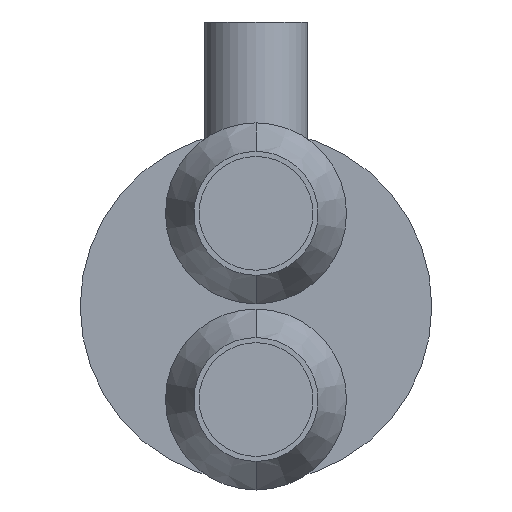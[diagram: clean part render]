
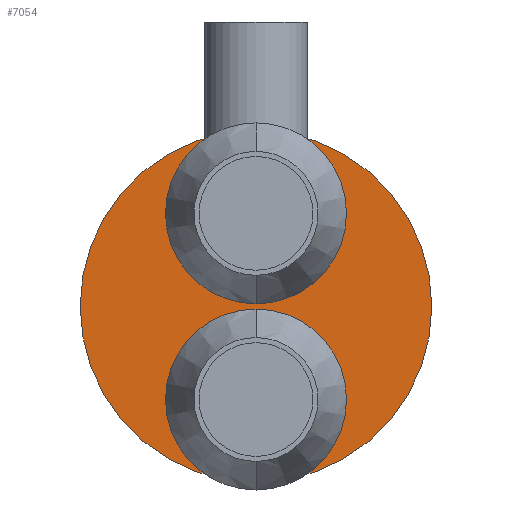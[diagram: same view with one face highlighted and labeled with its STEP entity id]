
A CAD part, front view. The second image highlights one B-rep face of the part: STEP entity #7054.
In plain terms, the highlighted planar face has unit normal (0, -1, 0).
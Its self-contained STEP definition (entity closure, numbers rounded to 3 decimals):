
#426=CARTESIAN_POINT('',(0.,-7.5,0.));
#427=DIRECTION('',(0.,1.,0.));
#428=DIRECTION('',(1.,0.,0.));
#429=AXIS2_PLACEMENT_3D('',#426,#427,#428);
#431=CARTESIAN_POINT('',(0.,-7.5,0.));
#432=DIRECTION('',(0.,1.,0.));
#433=DIRECTION('',(-1.,0.,0.));
#434=AXIS2_PLACEMENT_3D('',#431,#432,#433);
#436=CARTESIAN_POINT('',(-1.8,-7.5,0.));
#437=DIRECTION('',(0.,-1.,0.));
#438=DIRECTION('',(0.,0.,1.));
#439=AXIS2_PLACEMENT_3D('',#436,#437,#438);
#441=CARTESIAN_POINT('',(1.8,-7.5,0.));
#442=DIRECTION('',(0.,1.,0.));
#443=DIRECTION('',(0.,0.,1.));
#444=AXIS2_PLACEMENT_3D('',#441,#442,#443);
#446=CARTESIAN_POINT('',(1.8,-7.5,0.));
#447=DIRECTION('',(0.,1.,0.));
#448=DIRECTION('',(1.,0.,0.));
#449=AXIS2_PLACEMENT_3D('',#446,#447,#448);
#4056=CARTESIAN_POINT('',(-1.8,-7.5,0.));
#4057=DIRECTION('',(0.,1.,0.));
#4058=DIRECTION('',(0.,0.,1.));
#4059=AXIS2_PLACEMENT_3D('',#4056,#4057,#4058);
#6633=CARTESIAN_POINT('',(3.4,-7.5,0.));
#6634=CARTESIAN_POINT('',(-3.4,-7.5,0.));
#6635=VERTEX_POINT('',#6633);
#6636=VERTEX_POINT('',#6634);
#6667=CARTESIAN_POINT('',(-3.25,-7.5,0.));
#6669=VERTEX_POINT('',#6667);
#6731=CARTESIAN_POINT('',(-1.8,-7.5,1.45));
#6732=VERTEX_POINT('',#6731);
#6837=CARTESIAN_POINT('',(3.25,-7.5,0.));
#6838=VERTEX_POINT('',#6837);
#6860=CARTESIAN_POINT('',(1.8,-7.5,1.45));
#6861=VERTEX_POINT('',#6860);
#7031=CARTESIAN_POINT('',(0.,-7.5,0.));
#7032=DIRECTION('',(0.,1.,0.));
#7033=DIRECTION('',(1.,0.,0.));
#7034=AXIS2_PLACEMENT_3D('',#7031,#7032,#7033);
#7035=PLANE('',#7034);
#7037=ORIENTED_EDGE('',*,*,#7036,.T.);
#7039=ORIENTED_EDGE('',*,*,#7038,.T.);
#7040=EDGE_LOOP('',(#7037,#7039));
#7041=FACE_OUTER_BOUND('',#7040,.F.);
#7043=ORIENTED_EDGE('',*,*,#7042,.T.);
#7045=ORIENTED_EDGE('',*,*,#7044,.F.);
#7046=EDGE_LOOP('',(#7043,#7045));
#7047=FACE_BOUND('',#7046,.F.);
#7049=ORIENTED_EDGE('',*,*,#7048,.F.);
#7051=ORIENTED_EDGE('',*,*,#7050,.F.);
#7052=EDGE_LOOP('',(#7049,#7051));
#7053=FACE_BOUND('',#7052,.F.);
#7054=ADVANCED_FACE('',(#7041,#7047,#7053),#7035,.F.);
#430=CIRCLE('',#429,3.4);
#435=CIRCLE('',#434,3.4);
#440=CIRCLE('',#439,1.45);
#445=CIRCLE('',#444,1.45);
#450=CIRCLE('',#449,1.45);
#4060=CIRCLE('',#4059,1.45);
#7036=EDGE_CURVE('',#6635,#6636,#430,.T.);
#7038=EDGE_CURVE('',#6636,#6635,#435,.T.);
#7042=EDGE_CURVE('',#6732,#6669,#440,.T.);
#7044=EDGE_CURVE('',#6732,#6669,#4060,.T.);
#7048=EDGE_CURVE('',#6861,#6838,#445,.T.);
#7050=EDGE_CURVE('',#6838,#6861,#450,.T.);
